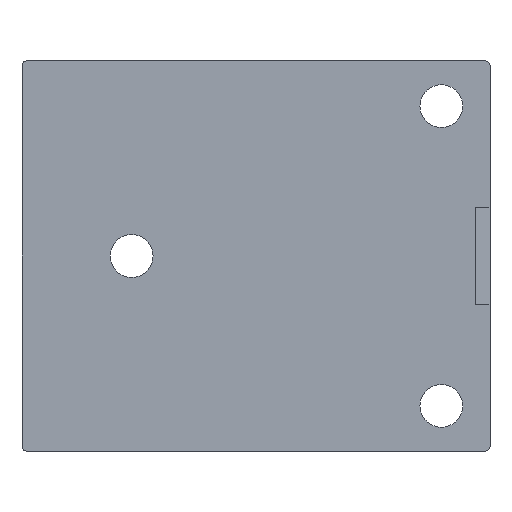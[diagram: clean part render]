
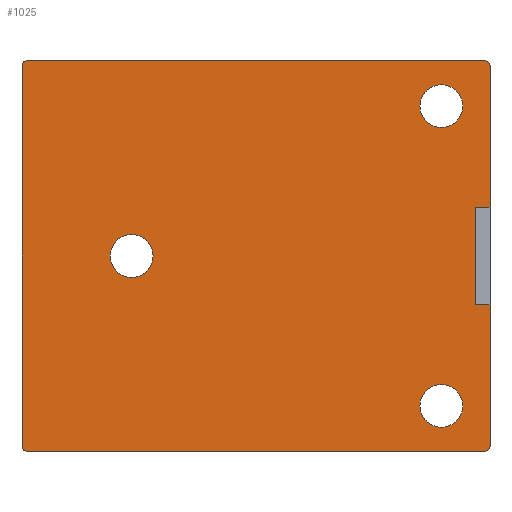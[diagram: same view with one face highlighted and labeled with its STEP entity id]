
A CAD part, front view. The second image highlights one B-rep face of the part: STEP entity #1025.
In plain terms, the highlighted planar face has unit normal (0, -1, 0).
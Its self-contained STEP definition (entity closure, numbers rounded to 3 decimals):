
#65=FACE_BOUND('',#210,.T.);
#66=FACE_BOUND('',#211,.T.);
#67=FACE_BOUND('',#212,.T.);
#93=CIRCLE('',#1127,0.5);
#94=CIRCLE('',#1130,0.5);
#95=CIRCLE('',#1132,0.5);
#96=CIRCLE('',#1133,0.5);
#97=CIRCLE('',#1134,2.2);
#98=CIRCLE('',#1135,2.2);
#99=CIRCLE('',#1136,2.2);
#144=FACE_OUTER_BOUND('',#209,.T.);
#209=EDGE_LOOP('',(#808,#809,#810,#811,#812,#813,#814,#815,#816,#817,#818,
#819));
#210=EDGE_LOOP('',(#820));
#211=EDGE_LOOP('',(#821));
#212=EDGE_LOOP('',(#822));
#256=LINE('',#1505,#346);
#258=LINE('',#1509,#348);
#259=LINE('',#1512,#349);
#261=LINE('',#1516,#351);
#267=LINE('',#1534,#357);
#305=LINE('',#1854,#395);
#306=LINE('',#1861,#396);
#307=LINE('',#1864,#397);
#346=VECTOR('',#1197,10.);
#348=VECTOR('',#1201,10.);
#349=VECTOR('',#1204,10.);
#351=VECTOR('',#1208,10.);
#357=VECTOR('',#1214,10.);
#395=VECTOR('',#1336,10.);
#396=VECTOR('',#1345,10.);
#397=VECTOR('',#1348,10.);
#434=VERTEX_POINT('',#1499);
#436=VERTEX_POINT('',#1503);
#437=VERTEX_POINT('',#1507);
#438=VERTEX_POINT('',#1511);
#439=VERTEX_POINT('',#1515);
#445=VERTEX_POINT('',#1532);
#497=VERTEX_POINT('',#1846);
#498=VERTEX_POINT('',#1848);
#499=VERTEX_POINT('',#1852);
#500=VERTEX_POINT('',#1858);
#501=VERTEX_POINT('',#1860);
#502=VERTEX_POINT('',#1862);
#503=VERTEX_POINT('',#1865);
#504=VERTEX_POINT('',#1867);
#505=VERTEX_POINT('',#1869);
#533=EDGE_CURVE('',#434,#436,#256,.T.);
#535=EDGE_CURVE('',#436,#437,#258,.T.);
#536=EDGE_CURVE('',#438,#434,#259,.T.);
#538=EDGE_CURVE('',#439,#438,#261,.T.);
#545=EDGE_CURVE('',#437,#445,#267,.T.);
#613=EDGE_CURVE('',#497,#498,#93,.T.);
#616=EDGE_CURVE('',#497,#499,#305,.T.);
#617=EDGE_CURVE('',#439,#499,#94,.T.);
#618=EDGE_CURVE('',#500,#445,#95,.T.);
#619=EDGE_CURVE('',#500,#501,#306,.T.);
#620=EDGE_CURVE('',#502,#501,#96,.T.);
#621=EDGE_CURVE('',#502,#498,#307,.T.);
#622=EDGE_CURVE('',#503,#503,#97,.T.);
#623=EDGE_CURVE('',#504,#504,#98,.T.);
#624=EDGE_CURVE('',#505,#505,#99,.T.);
#808=ORIENTED_EDGE('',*,*,#535,.T.);
#809=ORIENTED_EDGE('',*,*,#545,.T.);
#810=ORIENTED_EDGE('',*,*,#618,.F.);
#811=ORIENTED_EDGE('',*,*,#619,.T.);
#812=ORIENTED_EDGE('',*,*,#620,.F.);
#813=ORIENTED_EDGE('',*,*,#621,.T.);
#814=ORIENTED_EDGE('',*,*,#613,.F.);
#815=ORIENTED_EDGE('',*,*,#616,.T.);
#816=ORIENTED_EDGE('',*,*,#617,.F.);
#817=ORIENTED_EDGE('',*,*,#538,.T.);
#818=ORIENTED_EDGE('',*,*,#536,.T.);
#819=ORIENTED_EDGE('',*,*,#533,.T.);
#820=ORIENTED_EDGE('',*,*,#622,.T.);
#821=ORIENTED_EDGE('',*,*,#623,.T.);
#822=ORIENTED_EDGE('',*,*,#624,.T.);
#988=PLANE('',#1131);
#1025=ADVANCED_FACE('',(#144,#65,#66,#67),#988,.T.);
#1127=AXIS2_PLACEMENT_3D('',#1849,#1330,#1331);
#1130=AXIS2_PLACEMENT_3D('',#1856,#1339,#1340);
#1131=AXIS2_PLACEMENT_3D('',#1857,#1341,#1342);
#1132=AXIS2_PLACEMENT_3D('',#1859,#1343,#1344);
#1133=AXIS2_PLACEMENT_3D('',#1863,#1346,#1347);
#1134=AXIS2_PLACEMENT_3D('',#1866,#1349,#1350);
#1135=AXIS2_PLACEMENT_3D('',#1868,#1351,#1352);
#1136=AXIS2_PLACEMENT_3D('',#1870,#1353,#1354);
#1197=DIRECTION('',(0.,0.,1.));
#1201=DIRECTION('',(1.,0.,0.));
#1204=DIRECTION('',(-1.,0.,0.));
#1208=DIRECTION('',(0.,0.,1.));
#1214=DIRECTION('',(0.,0.,1.));
#1330=DIRECTION('center_axis',(0.,1.,0.));
#1331=DIRECTION('ref_axis',(-0.707,0.,-0.707));
#1336=DIRECTION('',(1.,0.,0.));
#1339=DIRECTION('center_axis',(0.,1.,0.));
#1340=DIRECTION('ref_axis',(0.707,0.,-0.707));
#1341=DIRECTION('center_axis',(0.,-1.,0.));
#1342=DIRECTION('ref_axis',(0.,0.,-1.));
#1343=DIRECTION('center_axis',(0.,1.,0.));
#1344=DIRECTION('ref_axis',(0.707,0.,0.707));
#1345=DIRECTION('',(-1.,0.,0.));
#1346=DIRECTION('center_axis',(0.,1.,0.));
#1347=DIRECTION('ref_axis',(-0.707,0.,0.707));
#1348=DIRECTION('',(0.,0.,-1.));
#1349=DIRECTION('center_axis',(0.,1.,0.));
#1350=DIRECTION('ref_axis',(1.,0.,0.));
#1351=DIRECTION('center_axis',(0.,1.,0.));
#1352=DIRECTION('ref_axis',(1.,0.,0.));
#1353=DIRECTION('center_axis',(0.,1.,0.));
#1354=DIRECTION('ref_axis',(1.,0.,0.));
#1499=CARTESIAN_POINT('',(15.05,-2.,-5.));
#1503=CARTESIAN_POINT('',(15.05,-2.,5.));
#1505=CARTESIAN_POINT('',(15.05,-2.,0.));
#1507=CARTESIAN_POINT('',(16.55,-2.,5.));
#1509=CARTESIAN_POINT('',(4.525,-2.,5.));
#1511=CARTESIAN_POINT('',(16.55,-2.,-5.));
#1512=CARTESIAN_POINT('',(4.525,-2.,-5.));
#1515=CARTESIAN_POINT('',(16.55,-2.,-19.55));
#1516=CARTESIAN_POINT('',(16.55,-2.,-20.05));
#1532=CARTESIAN_POINT('',(16.55,-2.,19.55));
#1534=CARTESIAN_POINT('',(16.55,-2.,-20.05));
#1846=CARTESIAN_POINT('',(-31.05,-2.,-20.05));
#1848=CARTESIAN_POINT('',(-31.55,-2.,-19.55));
#1849=CARTESIAN_POINT('Origin',(-31.05,-2.,-19.55));
#1852=CARTESIAN_POINT('',(16.05,-2.,-20.05));
#1854=CARTESIAN_POINT('',(-31.55,-2.,-20.05));
#1856=CARTESIAN_POINT('Origin',(16.05,-2.,-19.55));
#1857=CARTESIAN_POINT('Origin',(-7.5,-2.,0.));
#1858=CARTESIAN_POINT('',(16.05,-2.,20.05));
#1859=CARTESIAN_POINT('Origin',(16.05,-2.,19.55));
#1860=CARTESIAN_POINT('',(-31.05,-2.,20.05));
#1861=CARTESIAN_POINT('',(16.55,-2.,20.05));
#1862=CARTESIAN_POINT('',(-31.55,-2.,19.55));
#1863=CARTESIAN_POINT('Origin',(-31.05,-2.,19.55));
#1864=CARTESIAN_POINT('',(-31.55,-2.,20.05));
#1865=CARTESIAN_POINT('',(-22.477,-2.,0.));
#1866=CARTESIAN_POINT('Origin',(-20.277,-2.,0.));
#1867=CARTESIAN_POINT('',(9.35,-2.,-15.4));
#1868=CARTESIAN_POINT('Origin',(11.55,-2.,-15.4));
#1869=CARTESIAN_POINT('',(9.35,-2.,15.4));
#1870=CARTESIAN_POINT('Origin',(11.55,-2.,15.4));
